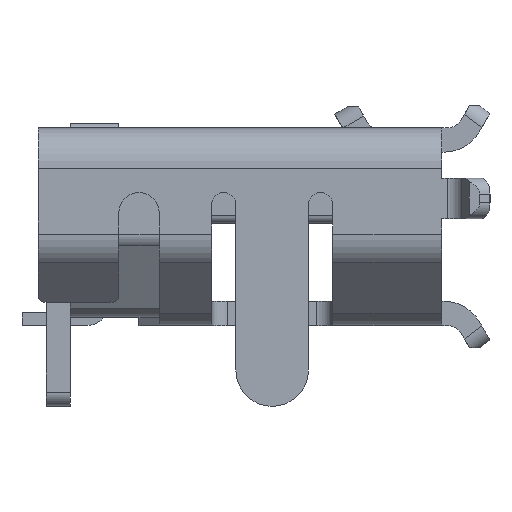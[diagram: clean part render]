
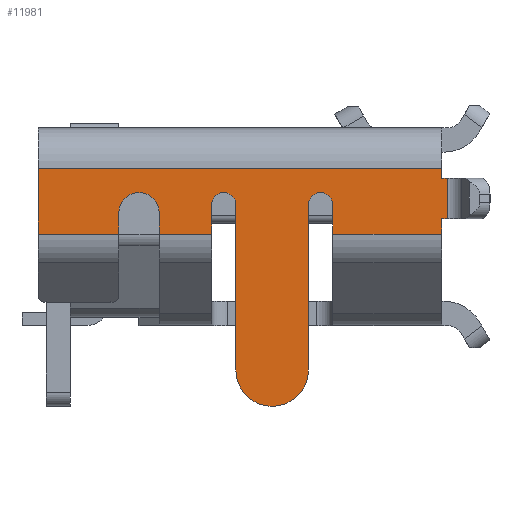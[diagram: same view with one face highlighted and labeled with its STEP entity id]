
A CAD part, left-side view. The second image highlights one B-rep face of the part: STEP entity #11981.
In plain terms, the highlighted planar face has unit normal (-1, 0, 0).
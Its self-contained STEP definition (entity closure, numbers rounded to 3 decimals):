
#10458 = VERTEX_POINT('',#10459);
#10459 = CARTESIAN_POINT('',(-3.75,0.738,1.133));
#10466 = EDGE_CURVE('',#10458,#10467,#10469,.T.);
#10467 = VERTEX_POINT('',#10468);
#10468 = CARTESIAN_POINT('',(-3.75,1.738,1.133));
#10469 = LINE('',#10470,#10471);
#10470 = CARTESIAN_POINT('',(-3.75,-3.263,1.133));
#10471 = VECTOR('',#10472,1.);
#10472 = DIRECTION('',(0.,1.,0.));
#10686 = EDGE_CURVE('',#10687,#10689,#10691,.T.);
#10687 = VERTEX_POINT('',#10688);
#10688 = CARTESIAN_POINT('',(-3.75,-0.413,1.133));
#10689 = VERTEX_POINT('',#10690);
#10690 = CARTESIAN_POINT('',(-3.75,0.238,1.133));
#10691 = LINE('',#10692,#10693);
#10692 = CARTESIAN_POINT('',(-3.75,-3.263,1.133));
#10693 = VECTOR('',#10694,1.);
#10694 = DIRECTION('',(0.,1.,0.));
#11190 = VERTEX_POINT('',#11191);
#11191 = CARTESIAN_POINT('',(-3.75,-3.263,1.325));
#11197 = EDGE_CURVE('',#11190,#11198,#11200,.T.);
#11198 = VERTEX_POINT('',#11199);
#11199 = CARTESIAN_POINT('',(-3.75,-3.263,1.133));
#11200 = LINE('',#11201,#11202);
#11201 = CARTESIAN_POINT('',(-3.75,-3.263,1.95));
#11202 = VECTOR('',#11203,1.);
#11203 = DIRECTION('',(0.,0.,-1.));
#11362 = VERTEX_POINT('',#11363);
#11363 = CARTESIAN_POINT('',(-3.75,-3.263,1.825));
#11402 = VERTEX_POINT('',#11403);
#11403 = CARTESIAN_POINT('',(-3.75,-3.263,1.95));
#11410 = EDGE_CURVE('',#11402,#11362,#11411,.T.);
#11411 = LINE('',#11412,#11413);
#11412 = CARTESIAN_POINT('',(-3.75,-3.263,1.95));
#11413 = VECTOR('',#11414,1.);
#11414 = DIRECTION('',(0.,0.,-1.));
#11433 = EDGE_CURVE('',#11434,#10467,#11436,.T.);
#11434 = VERTEX_POINT('',#11435);
#11435 = CARTESIAN_POINT('',(-3.75,1.738,1.95));
#11436 = LINE('',#11437,#11438);
#11437 = CARTESIAN_POINT('',(-3.75,1.738,1.95));
#11438 = VECTOR('',#11439,1.);
#11439 = DIRECTION('',(0.,0.,-1.));
#11969 = EDGE_CURVE('',#11402,#11434,#11970,.T.);
#11970 = LINE('',#11971,#11972);
#11971 = CARTESIAN_POINT('',(-3.75,-3.263,1.95));
#11972 = VECTOR('',#11973,1.);
#11973 = DIRECTION('',(0.,1.,0.));
#11981 = ADVANCED_FACE('',(#11982),#12109,.F.);
#11982 = FACE_BOUND('',#11983,.T.);
#11983 = EDGE_LOOP('',(#11984,#11995,#12004,#12012,#12021,#12029,#12035,
    #12036,#12044,#12052,#12058,#12059,#12060,#12061,#12062,#12070,
    #12079,#12085,#12086,#12094,#12103));
#11984 = ORIENTED_EDGE('',*,*,#11985,.T.);
#11985 = EDGE_CURVE('',#11986,#11988,#11990,.T.);
#11986 = VERTEX_POINT('',#11987);
#11987 = CARTESIAN_POINT('',(-3.75,-0.713,-0.55));
#11988 = VERTEX_POINT('',#11989);
#11989 = CARTESIAN_POINT('',(-3.75,-1.163,-1.));
#11990 = CIRCLE('',#11991,0.45);
#11991 = AXIS2_PLACEMENT_3D('',#11992,#11993,#11994);
#11992 = CARTESIAN_POINT('',(-3.75,-1.163,-0.55));
#11993 = DIRECTION('',(-1.,0.,0.));
#11994 = DIRECTION('',(0.,1.,0.));
#11995 = ORIENTED_EDGE('',*,*,#11996,.T.);
#11996 = EDGE_CURVE('',#11988,#11997,#11999,.T.);
#11997 = VERTEX_POINT('',#11998);
#11998 = CARTESIAN_POINT('',(-3.75,-1.613,-0.55));
#11999 = CIRCLE('',#12000,0.45);
#12000 = AXIS2_PLACEMENT_3D('',#12001,#12002,#12003);
#12001 = CARTESIAN_POINT('',(-3.75,-1.163,-0.55));
#12002 = DIRECTION('',(-1.,0.,0.));
#12003 = DIRECTION('',(0.,1.,0.));
#12004 = ORIENTED_EDGE('',*,*,#12005,.T.);
#12005 = EDGE_CURVE('',#11997,#12006,#12008,.T.);
#12006 = VERTEX_POINT('',#12007);
#12007 = CARTESIAN_POINT('',(-3.75,-1.613,1.5));
#12008 = LINE('',#12009,#12010);
#12009 = CARTESIAN_POINT('',(-3.75,-1.613,1.95));
#12010 = VECTOR('',#12011,1.);
#12011 = DIRECTION('',(0.,0.,1.));
#12012 = ORIENTED_EDGE('',*,*,#12013,.T.);
#12013 = EDGE_CURVE('',#12006,#12014,#12016,.T.);
#12014 = VERTEX_POINT('',#12015);
#12015 = CARTESIAN_POINT('',(-3.75,-1.913,1.5));
#12016 = CIRCLE('',#12017,0.15);
#12017 = AXIS2_PLACEMENT_3D('',#12018,#12019,#12020);
#12018 = CARTESIAN_POINT('',(-3.75,-1.763,1.5));
#12019 = DIRECTION('',(1.,0.,0.));
#12020 = DIRECTION('',(0.,1.,0.));
#12021 = ORIENTED_EDGE('',*,*,#12022,.T.);
#12022 = EDGE_CURVE('',#12014,#12023,#12025,.T.);
#12023 = VERTEX_POINT('',#12024);
#12024 = CARTESIAN_POINT('',(-3.75,-1.913,1.133));
#12025 = LINE('',#12026,#12027);
#12026 = CARTESIAN_POINT('',(-3.75,-1.913,1.95));
#12027 = VECTOR('',#12028,1.);
#12028 = DIRECTION('',(0.,0.,-1.));
#12029 = ORIENTED_EDGE('',*,*,#12030,.F.);
#12030 = EDGE_CURVE('',#11198,#12023,#12031,.T.);
#12031 = LINE('',#12032,#12033);
#12032 = CARTESIAN_POINT('',(-3.75,-3.263,1.133));
#12033 = VECTOR('',#12034,1.);
#12034 = DIRECTION('',(0.,1.,0.));
#12035 = ORIENTED_EDGE('',*,*,#11197,.F.);
#12036 = ORIENTED_EDGE('',*,*,#12037,.T.);
#12037 = EDGE_CURVE('',#11190,#12038,#12040,.T.);
#12038 = VERTEX_POINT('',#12039);
#12039 = CARTESIAN_POINT('',(-3.75,-3.334,1.325));
#12040 = LINE('',#12041,#12042);
#12041 = CARTESIAN_POINT('',(-3.75,-3.334,1.325));
#12042 = VECTOR('',#12043,1.);
#12043 = DIRECTION('',(0.,-1.,0.));
#12044 = ORIENTED_EDGE('',*,*,#12045,.F.);
#12045 = EDGE_CURVE('',#12046,#12038,#12048,.T.);
#12046 = VERTEX_POINT('',#12047);
#12047 = CARTESIAN_POINT('',(-3.75,-3.334,1.825));
#12048 = LINE('',#12049,#12050);
#12049 = CARTESIAN_POINT('',(-3.75,-3.334,1.825));
#12050 = VECTOR('',#12051,1.);
#12051 = DIRECTION('',(0.,0.,-1.));
#12052 = ORIENTED_EDGE('',*,*,#12053,.F.);
#12053 = EDGE_CURVE('',#11362,#12046,#12054,.T.);
#12054 = LINE('',#12055,#12056);
#12055 = CARTESIAN_POINT('',(-3.75,-3.334,1.825));
#12056 = VECTOR('',#12057,1.);
#12057 = DIRECTION('',(0.,-1.,0.));
#12058 = ORIENTED_EDGE('',*,*,#11410,.F.);
#12059 = ORIENTED_EDGE('',*,*,#11969,.T.);
#12060 = ORIENTED_EDGE('',*,*,#11433,.T.);
#12061 = ORIENTED_EDGE('',*,*,#10466,.F.);
#12062 = ORIENTED_EDGE('',*,*,#12063,.T.);
#12063 = EDGE_CURVE('',#10458,#12064,#12066,.T.);
#12064 = VERTEX_POINT('',#12065);
#12065 = CARTESIAN_POINT('',(-3.75,0.738,1.4));
#12066 = LINE('',#12067,#12068);
#12067 = CARTESIAN_POINT('',(-3.75,0.738,1.95));
#12068 = VECTOR('',#12069,1.);
#12069 = DIRECTION('',(0.,0.,1.));
#12070 = ORIENTED_EDGE('',*,*,#12071,.T.);
#12071 = EDGE_CURVE('',#12064,#12072,#12074,.T.);
#12072 = VERTEX_POINT('',#12073);
#12073 = CARTESIAN_POINT('',(-3.75,0.238,1.4));
#12074 = CIRCLE('',#12075,0.25);
#12075 = AXIS2_PLACEMENT_3D('',#12076,#12077,#12078);
#12076 = CARTESIAN_POINT('',(-3.75,0.488,1.4));
#12077 = DIRECTION('',(1.,0.,0.));
#12078 = DIRECTION('',(0.,1.,0.));
#12079 = ORIENTED_EDGE('',*,*,#12080,.T.);
#12080 = EDGE_CURVE('',#12072,#10689,#12081,.T.);
#12081 = LINE('',#12082,#12083);
#12082 = CARTESIAN_POINT('',(-3.75,0.238,1.95));
#12083 = VECTOR('',#12084,1.);
#12084 = DIRECTION('',(0.,0.,-1.));
#12085 = ORIENTED_EDGE('',*,*,#10686,.F.);
#12086 = ORIENTED_EDGE('',*,*,#12087,.T.);
#12087 = EDGE_CURVE('',#10687,#12088,#12090,.T.);
#12088 = VERTEX_POINT('',#12089);
#12089 = CARTESIAN_POINT('',(-3.75,-0.413,1.5));
#12090 = LINE('',#12091,#12092);
#12091 = CARTESIAN_POINT('',(-3.75,-0.413,1.95));
#12092 = VECTOR('',#12093,1.);
#12093 = DIRECTION('',(0.,0.,1.));
#12094 = ORIENTED_EDGE('',*,*,#12095,.T.);
#12095 = EDGE_CURVE('',#12088,#12096,#12098,.T.);
#12096 = VERTEX_POINT('',#12097);
#12097 = CARTESIAN_POINT('',(-3.75,-0.713,1.5));
#12098 = CIRCLE('',#12099,0.15);
#12099 = AXIS2_PLACEMENT_3D('',#12100,#12101,#12102);
#12100 = CARTESIAN_POINT('',(-3.75,-0.563,1.5));
#12101 = DIRECTION('',(1.,0.,0.));
#12102 = DIRECTION('',(0.,1.,0.));
#12103 = ORIENTED_EDGE('',*,*,#12104,.T.);
#12104 = EDGE_CURVE('',#12096,#11986,#12105,.T.);
#12105 = LINE('',#12106,#12107);
#12106 = CARTESIAN_POINT('',(-3.75,-0.713,1.95));
#12107 = VECTOR('',#12108,1.);
#12108 = DIRECTION('',(0.,0.,-1.));
#12109 = PLANE('',#12110);
#12110 = AXIS2_PLACEMENT_3D('',#12111,#12112,#12113);
#12111 = CARTESIAN_POINT('',(-3.75,-3.263,1.95));
#12112 = DIRECTION('',(1.,0.,0.));
#12113 = DIRECTION('',(0.,1.,0.));
